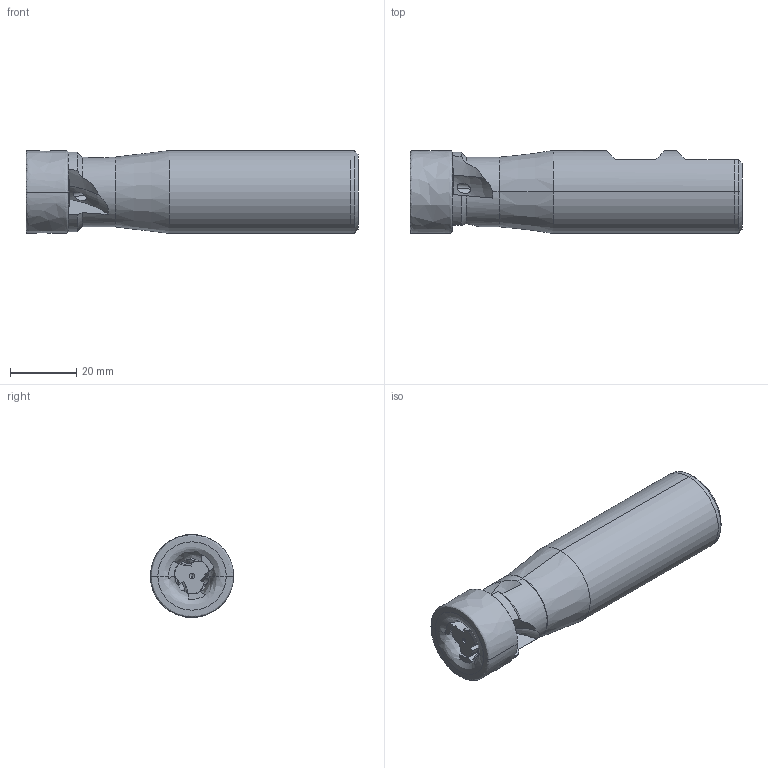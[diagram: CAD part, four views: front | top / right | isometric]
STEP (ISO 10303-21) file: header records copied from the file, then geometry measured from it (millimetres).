
FILE_DESCRIPTION (( 'STEP AP214' ), '1' );
FILE_NAME ('90PP-25-77-3.STEP', '2012-11-08T14:22:34', ( '' ), ( '' ), 'SwSTEP 2.0', 'SolidWorks 2012', '' );
FILE_SCHEMA (( 'AUTOMOTIVE_DESIGN' ));
Length unit declared in the file: millimetre
Products named in the file (1): 90PP-25-77-3
Bounding box: 100.02 x 25 x 25 mm (x, y, z)
Volume: 40589.3 mm3; surface area: 11163.5 mm2
Topology: 1 solids, 1 shells, 104 faces, 300 edges, 190 vertices
Faces by surface type: plane 38, cylinder 33, cone 23, bspline 5, torus 5
Entity records: 4600 total; most frequent: CARTESIAN_POINT 2023, ORIENTED_EDGE 596, DIRECTION 438, EDGE_CURVE 298, VERTEX_POINT 190, AXIS2_PLACEMENT_3D 171, EDGE_LOOP 110, B_SPLINE_CURVE_WITH_KNOTS 105
